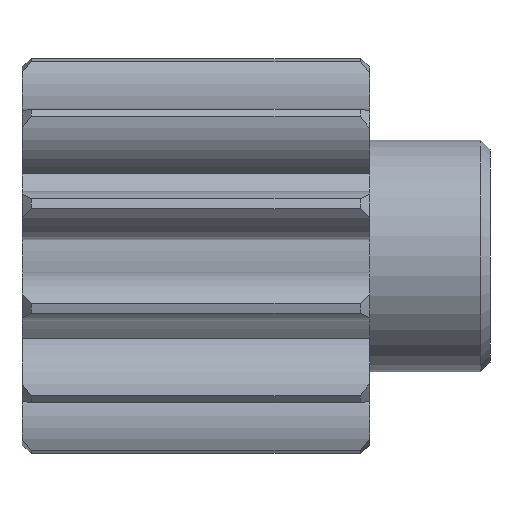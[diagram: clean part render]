
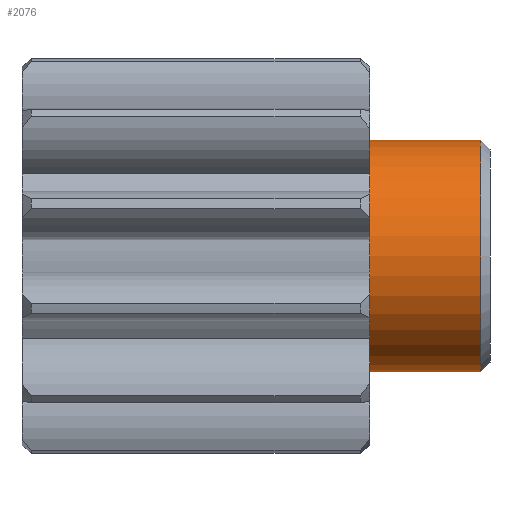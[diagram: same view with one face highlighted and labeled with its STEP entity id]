
A CAD part, front view. The second image highlights one B-rep face of the part: STEP entity #2076.
In plain terms, the highlighted cylindrical face has radius 3.175 mm (diameter 6.35 mm), a partial arc.
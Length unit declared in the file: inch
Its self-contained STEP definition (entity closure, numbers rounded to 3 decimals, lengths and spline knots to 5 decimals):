
#157 = ORIENTED_EDGE ( 'NONE', *, *, #869, .T. ) ;
#302 = CIRCLE ( 'NONE', #1663, 0.125 ) ;
#477 = EDGE_CURVE ( 'NONE', #3036, #2411, #1039, .T. ) ;
#496 = DIRECTION ( 'NONE',  ( 0., 0., 1. ) ) ;
#554 = CARTESIAN_POINT ( 'NONE',  ( 0.375, 0., -0.125 ) ) ;
#582 = DIRECTION ( 'NONE',  ( -1., 0., 0. ) ) ;
#588 = FACE_OUTER_BOUND ( 'NONE', #2947, .T. ) ;
#645 = CARTESIAN_POINT ( 'NONE',  ( 0.495, 0., 0. ) ) ;
#869 = EDGE_CURVE ( 'NONE', #1081, #3036, #2924, .T. ) ;
#898 = DIRECTION ( 'NONE',  ( 0., 0., -1. ) ) ;
#1039 = CIRCLE ( 'NONE', #2928, 0.125 ) ;
#1056 = CARTESIAN_POINT ( 'NONE',  ( 0.375, 0., 0. ) ) ;
#1081 = VERTEX_POINT ( 'NONE', #2443 ) ;
#1098 = CYLINDRICAL_SURFACE ( 'NONE', #1813, 0.125 ) ;
#1131 = VECTOR ( 'NONE', #1683, 39.37008 ) ;
#1149 = EDGE_CURVE ( 'NONE', #1626, #1081, #302, .T. ) ;
#1317 = DIRECTION ( 'NONE',  ( 0., 0., 1. ) ) ;
#1345 = LINE ( 'NONE', #1563, #2518 ) ;
#1466 = CARTESIAN_POINT ( 'NONE',  ( 0.505, 0., 0.125 ) ) ;
#1563 = CARTESIAN_POINT ( 'NONE',  ( 0.505, 0., -0.125 ) ) ;
#1626 = VERTEX_POINT ( 'NONE', #1829 ) ;
#1663 = AXIS2_PLACEMENT_3D ( 'NONE', #645, #2279, #898 ) ;
#1683 = DIRECTION ( 'NONE',  ( -1., 0., 0. ) ) ;
#1702 = ORIENTED_EDGE ( 'NONE', *, *, #477, .T. ) ;
#1711 = ORIENTED_EDGE ( 'NONE', *, *, #1969, .F. ) ;
#1712 = DIRECTION ( 'NONE',  ( -1., 0., 0. ) ) ;
#1813 = AXIS2_PLACEMENT_3D ( 'NONE', #2158, #1712, #496 ) ;
#1829 = CARTESIAN_POINT ( 'NONE',  ( 0.495, 0., -0.125 ) ) ;
#1969 = EDGE_CURVE ( 'NONE', #1626, #2411, #1345, .T. ) ;
#2076 = ADVANCED_FACE ( 'NONE', ( #588 ), #1098, .T. ) ;
#2158 = CARTESIAN_POINT ( 'NONE',  ( 0.505, 0., 0. ) ) ;
#2279 = DIRECTION ( 'NONE',  ( -1., 0., 0. ) ) ;
#2411 = VERTEX_POINT ( 'NONE', #554 ) ;
#2416 = ORIENTED_EDGE ( 'NONE', *, *, #1149, .T. ) ;
#2443 = CARTESIAN_POINT ( 'NONE',  ( 0.495, 0., 0.125 ) ) ;
#2518 = VECTOR ( 'NONE', #582, 39.37008 ) ;
#2632 = DIRECTION ( 'NONE',  ( 1., 0., 0. ) ) ;
#2753 = CARTESIAN_POINT ( 'NONE',  ( 0.375, 0., 0.125 ) ) ;
#2924 = LINE ( 'NONE', #1466, #1131 ) ;
#2928 = AXIS2_PLACEMENT_3D ( 'NONE', #1056, #2632, #1317 ) ;
#2947 = EDGE_LOOP ( 'NONE', ( #1711, #2416, #157, #1702 ) ) ;
#3036 = VERTEX_POINT ( 'NONE', #2753 ) ;
